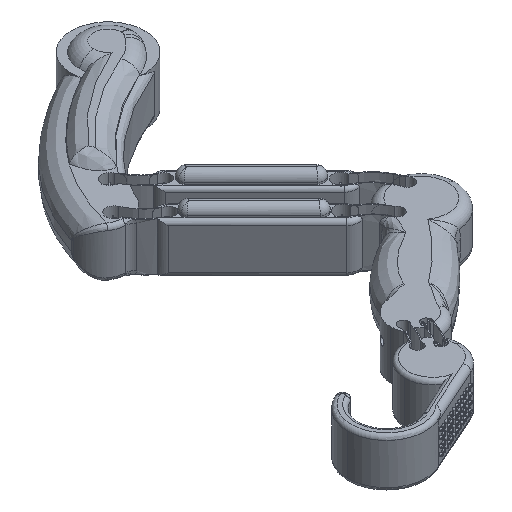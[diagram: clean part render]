
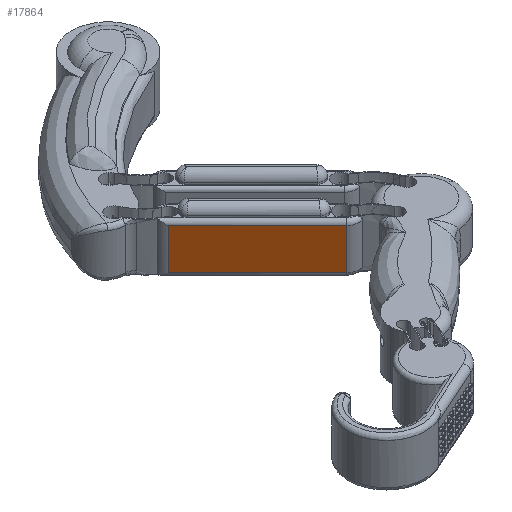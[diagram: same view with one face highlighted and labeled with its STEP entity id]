
A CAD part, isometric view. The second image highlights one B-rep face of the part: STEP entity #17864.
In plain terms, the highlighted planar face has unit normal (-0.707, -0.707, 0).
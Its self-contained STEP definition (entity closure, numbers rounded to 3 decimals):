
#485 = VECTOR ( 'NONE', #21858, 1000. ) ;
#1220 = EDGE_CURVE ( 'NONE', #16284, #14470, #6528, .T. ) ;
#1604 = DIRECTION ( 'NONE',  ( 0.707, -0.707, 0. ) ) ;
#1711 = VECTOR ( 'NONE', #1604, 1000. ) ;
#3476 = CARTESIAN_POINT ( 'NONE',  ( -20.859, -21.753, -10.5 ) ) ;
#3520 = EDGE_CURVE ( 'NONE', #10766, #16284, #11231, .T. ) ;
#4035 = DIRECTION ( 'NONE',  ( 0., 0., -1. ) ) ;
#4071 = LINE ( 'NONE', #14824, #18529 ) ;
#4376 = DIRECTION ( 'NONE',  ( -0.707, 0.707, 0. ) ) ;
#4423 = ORIENTED_EDGE ( 'NONE', *, *, #4705, .T. ) ;
#4705 = EDGE_CURVE ( 'NONE', #18021, #10766, #21973, .T. ) ;
#5248 = CARTESIAN_POINT ( 'NONE',  ( 25.054, -67.666, -10.5 ) ) ;
#5788 = FACE_OUTER_BOUND ( 'NONE', #8435, .T. ) ;
#6528 = LINE ( 'NONE', #17604, #1711 ) ;
#7163 = DIRECTION ( 'NONE',  ( -0.707, 0.707, 0. ) ) ;
#8123 = ORIENTED_EDGE ( 'NONE', *, *, #9312, .F. ) ;
#8435 = EDGE_LOOP ( 'NONE', ( #8123, #4423, #10346, #13004 ) ) ;
#9312 = EDGE_CURVE ( 'NONE', #18021, #14470, #4071, .T. ) ;
#10346 = ORIENTED_EDGE ( 'NONE', *, *, #3520, .T. ) ;
#10766 = VERTEX_POINT ( 'NONE', #14814 ) ;
#10850 = CARTESIAN_POINT ( 'NONE',  ( -20.859, -21.753, 12.5 ) ) ;
#11231 = LINE ( 'NONE', #10850, #485 ) ;
#11276 = CARTESIAN_POINT ( 'NONE',  ( 25.054, -67.666, 10.5 ) ) ;
#12571 = DIRECTION ( 'NONE',  ( 0.707, 0.707, 0. ) ) ;
#12798 = PLANE ( 'NONE',  #13507 ) ;
#13004 = ORIENTED_EDGE ( 'NONE', *, *, #1220, .T. ) ;
#13507 = AXIS2_PLACEMENT_3D ( 'NONE', #23461, #12571, #7163 ) ;
#14361 = VECTOR ( 'NONE', #4376, 1000. ) ;
#14470 = VERTEX_POINT ( 'NONE', #5248 ) ;
#14814 = CARTESIAN_POINT ( 'NONE',  ( -20.859, -21.753, 10.5 ) ) ;
#14824 = CARTESIAN_POINT ( 'NONE',  ( 25.054, -67.666, 12.5 ) ) ;
#15085 = CARTESIAN_POINT ( 'NONE',  ( -20.859, -21.753, 10.5 ) ) ;
#16284 = VERTEX_POINT ( 'NONE', #3476 ) ;
#17604 = CARTESIAN_POINT ( 'NONE',  ( -21.306, -21.306, -10.5 ) ) ;
#17864 = ADVANCED_FACE ( 'NONE', ( #5788 ), #12798, .F. ) ;
#18021 = VERTEX_POINT ( 'NONE', #11276 ) ;
#18529 = VECTOR ( 'NONE', #4035, 1000. ) ;
#21858 = DIRECTION ( 'NONE',  ( 0., 0., -1. ) ) ;
#21973 = LINE ( 'NONE', #15085, #14361 ) ;
#23461 = CARTESIAN_POINT ( 'NONE',  ( -21.306, -21.306, 12.5 ) ) ;
